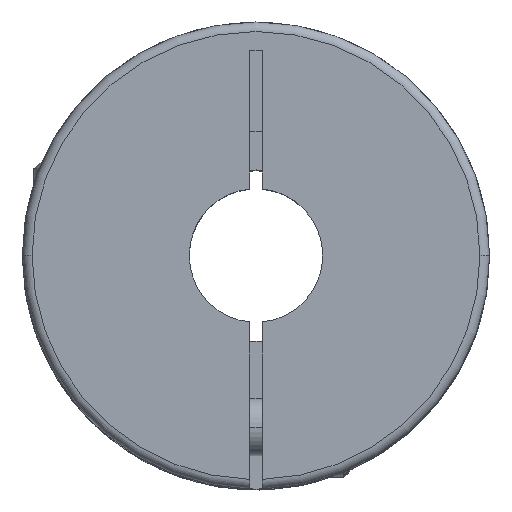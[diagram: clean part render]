
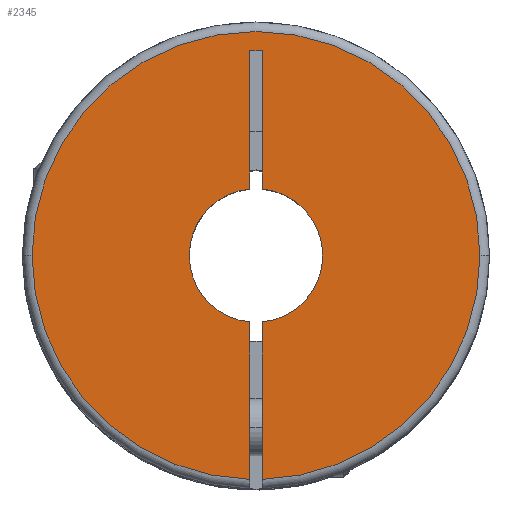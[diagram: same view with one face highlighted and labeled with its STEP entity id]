
A CAD part, top view. The second image highlights one B-rep face of the part: STEP entity #2345.
In plain terms, the highlighted planar face has unit normal (0, 0, 1).
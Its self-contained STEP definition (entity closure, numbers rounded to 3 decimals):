
#50 = DIRECTION ( 'NONE',  ( -1., 0., 0. ) ) ;
#94 = AXIS2_PLACEMENT_3D ( 'NONE', #2942, #4380, #2570 ) ;
#272 = VECTOR ( 'NONE', #3620, 1000. ) ;
#345 = CARTESIAN_POINT ( 'NONE',  ( 0., 0., 0. ) ) ;
#430 = EDGE_CURVE ( 'NONE', #4082, #967, #3781, .T. ) ;
#516 = ORIENTED_EDGE ( 'NONE', *, *, #1855, .T. ) ;
#579 = CARTESIAN_POINT ( 'NONE',  ( -0.65, 21.5, 0. ) ) ;
#678 = CARTESIAN_POINT ( 'NONE',  ( 0.65, 6.97, 0. ) ) ;
#809 = CARTESIAN_POINT ( 'NONE',  ( 23.5, 0., 0. ) ) ;
#845 = LINE ( 'NONE', #2202, #272 ) ;
#967 = VERTEX_POINT ( 'NONE', #4049 ) ;
#969 = CARTESIAN_POINT ( 'NONE',  ( -23.5, 0., 0. ) ) ;
#1019 = CARTESIAN_POINT ( 'NONE',  ( 0.65, 21.5, 0. ) ) ;
#1116 = EDGE_CURVE ( 'NONE', #3346, #4082, #4578, .T. ) ;
#1171 = EDGE_CURVE ( 'NONE', #4113, #2792, #3166, .T. ) ;
#1235 = VECTOR ( 'NONE', #2120, 1000. ) ;
#1309 = CARTESIAN_POINT ( 'NONE',  ( -7., 0., 0. ) ) ;
#1332 = CARTESIAN_POINT ( 'NONE',  ( 0.65, -24.5, 0. ) ) ;
#1405 = ORIENTED_EDGE ( 'NONE', *, *, #1171, .F. ) ;
#1483 = CARTESIAN_POINT ( 'NONE',  ( 0., 0., 0. ) ) ;
#1563 = ORIENTED_EDGE ( 'NONE', *, *, #4148, .T. ) ;
#1621 = VERTEX_POINT ( 'NONE', #969 ) ;
#1679 = CARTESIAN_POINT ( 'NONE',  ( 0., 0., 0. ) ) ;
#1770 = CARTESIAN_POINT ( 'NONE',  ( 0., 0., 0. ) ) ;
#1855 = EDGE_CURVE ( 'NONE', #3346, #4405, #3096, .T. ) ;
#1887 = CIRCLE ( 'NONE', #94, 23.5 ) ;
#1899 = EDGE_LOOP ( 'NONE', ( #2180, #2772, #2696, #1563, #2508, #2387, #4354, #516, #3879, #1405, #4008 ) ) ;
#2042 = EDGE_CURVE ( 'NONE', #2742, #2945, #845, .T. ) ;
#2120 = DIRECTION ( 'NONE',  ( 0., 1., 0. ) ) ;
#2180 = ORIENTED_EDGE ( 'NONE', *, *, #4195, .F. ) ;
#2202 = CARTESIAN_POINT ( 'NONE',  ( -0.65, 21.5, 0. ) ) ;
#2238 = AXIS2_PLACEMENT_3D ( 'NONE', #2527, #3252, #50 ) ;
#2304 = EDGE_CURVE ( 'NONE', #2792, #4405, #4029, .T. ) ;
#2308 = LINE ( 'NONE', #579, #4488 ) ;
#2345 = ADVANCED_FACE ( 'NONE', ( #4204 ), #4546, .F. ) ;
#2381 = CIRCLE ( 'NONE', #2238, 23.5 ) ;
#2387 = ORIENTED_EDGE ( 'NONE', *, *, #430, .F. ) ;
#2392 = CARTESIAN_POINT ( 'NONE',  ( 0.65, -24.5, 0. ) ) ;
#2422 = DIRECTION ( 'NONE',  ( 0., 0., -1. ) ) ;
#2508 = ORIENTED_EDGE ( 'NONE', *, *, #3197, .F. ) ;
#2527 = CARTESIAN_POINT ( 'NONE',  ( 0., 0., 0. ) ) ;
#2570 = DIRECTION ( 'NONE',  ( -1., 0., 0. ) ) ;
#2693 = VERTEX_POINT ( 'NONE', #1309 ) ;
#2696 = ORIENTED_EDGE ( 'NONE', *, *, #2885, .T. ) ;
#2697 = DIRECTION ( 'NONE',  ( 0., 1., 0. ) ) ;
#2742 = VERTEX_POINT ( 'NONE', #3500 ) ;
#2764 = CARTESIAN_POINT ( 'NONE',  ( 0., 0., 0. ) ) ;
#2772 = ORIENTED_EDGE ( 'NONE', *, *, #2042, .F. ) ;
#2792 = VERTEX_POINT ( 'NONE', #3521 ) ;
#2885 = EDGE_CURVE ( 'NONE', #2742, #2693, #3572, .T. ) ;
#2896 = CIRCLE ( 'NONE', #4459, 7. ) ;
#2942 = CARTESIAN_POINT ( 'NONE',  ( 0., 0., 0. ) ) ;
#2945 = VERTEX_POINT ( 'NONE', #4275 ) ;
#2948 = AXIS2_PLACEMENT_3D ( 'NONE', #1679, #2422, #3833 ) ;
#2996 = VERTEX_POINT ( 'NONE', #4171 ) ;
#3085 = DIRECTION ( 'NONE',  ( -1., 0., 0. ) ) ;
#3092 = DIRECTION ( 'NONE',  ( 0., -1., 0. ) ) ;
#3096 = CIRCLE ( 'NONE', #3697, 7. ) ;
#3136 = DIRECTION ( 'NONE',  ( 0., 0., -1. ) ) ;
#3166 = CIRCLE ( 'NONE', #2948, 23.5 ) ;
#3197 = EDGE_CURVE ( 'NONE', #967, #2996, #2308, .T. ) ;
#3252 = DIRECTION ( 'NONE',  ( 0., 0., -1. ) ) ;
#3286 = DIRECTION ( 'NONE',  ( 0., 0., -1. ) ) ;
#3346 = VERTEX_POINT ( 'NONE', #678 ) ;
#3412 = DIRECTION ( 'NONE',  ( 0., -1., 0. ) ) ;
#3475 = VECTOR ( 'NONE', #2697, 1000. ) ;
#3488 = DIRECTION ( 'NONE',  ( -1., 0., 0. ) ) ;
#3500 = CARTESIAN_POINT ( 'NONE',  ( -0.65, -6.97, 0. ) ) ;
#3503 = CARTESIAN_POINT ( 'NONE',  ( 0.65, -6.97, 0. ) ) ;
#3521 = CARTESIAN_POINT ( 'NONE',  ( 0.65, -23.491, 0. ) ) ;
#3533 = VECTOR ( 'NONE', #3488, 1000. ) ;
#3572 = CIRCLE ( 'NONE', #3932, 7. ) ;
#3596 = DIRECTION ( 'NONE',  ( 0., 0., -1. ) ) ;
#3620 = DIRECTION ( 'NONE',  ( 0., -1., 0. ) ) ;
#3697 = AXIS2_PLACEMENT_3D ( 'NONE', #1770, #3596, #4603 ) ;
#3701 = AXIS2_PLACEMENT_3D ( 'NONE', #2764, #3136, #3092 ) ;
#3781 = LINE ( 'NONE', #3819, #3533 ) ;
#3815 = DIRECTION ( 'NONE',  ( 0., 0., -1. ) ) ;
#3819 = CARTESIAN_POINT ( 'NONE',  ( 0.65, 21.5, 0. ) ) ;
#3833 = DIRECTION ( 'NONE',  ( -1., 0., 0. ) ) ;
#3879 = ORIENTED_EDGE ( 'NONE', *, *, #2304, .F. ) ;
#3932 = AXIS2_PLACEMENT_3D ( 'NONE', #345, #3815, #3085 ) ;
#4004 = EDGE_CURVE ( 'NONE', #1621, #4113, #1887, .T. ) ;
#4008 = ORIENTED_EDGE ( 'NONE', *, *, #4004, .F. ) ;
#4029 = LINE ( 'NONE', #2392, #3475 ) ;
#4049 = CARTESIAN_POINT ( 'NONE',  ( -0.65, 21.5, 0. ) ) ;
#4082 = VERTEX_POINT ( 'NONE', #1019 ) ;
#4113 = VERTEX_POINT ( 'NONE', #809 ) ;
#4148 = EDGE_CURVE ( 'NONE', #2693, #2996, #2896, .T. ) ;
#4171 = CARTESIAN_POINT ( 'NONE',  ( -0.65, 6.97, 0. ) ) ;
#4195 = EDGE_CURVE ( 'NONE', #2945, #1621, #2381, .T. ) ;
#4204 = FACE_OUTER_BOUND ( 'NONE', #1899, .T. ) ;
#4275 = CARTESIAN_POINT ( 'NONE',  ( -0.65, -23.491, 0. ) ) ;
#4325 = DIRECTION ( 'NONE',  ( -1., 0., 0. ) ) ;
#4354 = ORIENTED_EDGE ( 'NONE', *, *, #1116, .F. ) ;
#4380 = DIRECTION ( 'NONE',  ( 0., 0., -1. ) ) ;
#4405 = VERTEX_POINT ( 'NONE', #3503 ) ;
#4459 = AXIS2_PLACEMENT_3D ( 'NONE', #1483, #3286, #4325 ) ;
#4488 = VECTOR ( 'NONE', #3412, 1000. ) ;
#4546 = PLANE ( 'NONE',  #3701 ) ;
#4578 = LINE ( 'NONE', #1332, #1235 ) ;
#4603 = DIRECTION ( 'NONE',  ( -1., 0., 0. ) ) ;
